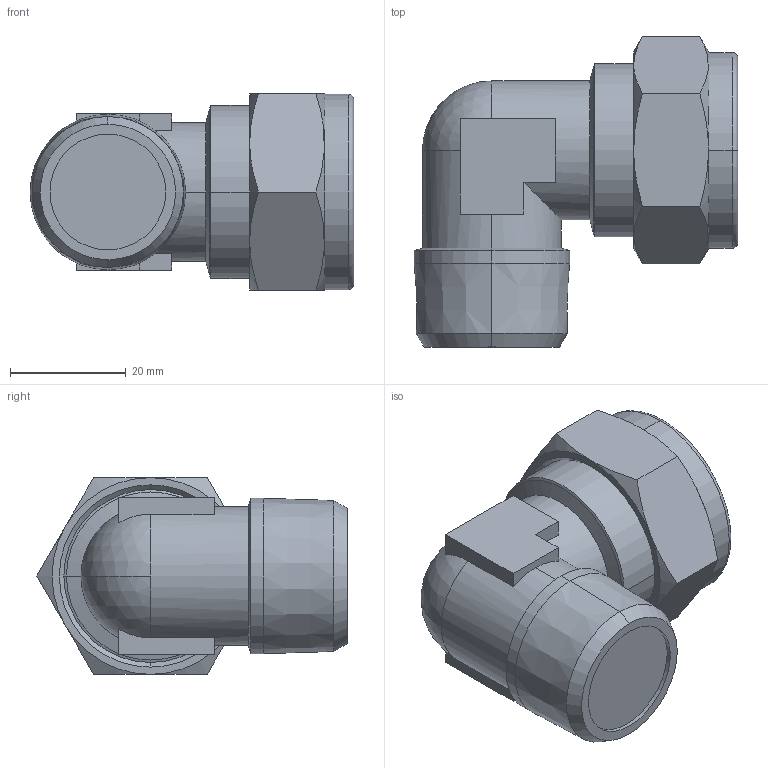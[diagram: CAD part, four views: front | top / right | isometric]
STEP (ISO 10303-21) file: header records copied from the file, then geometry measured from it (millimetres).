
FILE_DESCRIPTION (( 'STEP AP214' ), '1' );
FILE_NAME ('1028000019.step', '2013-02-25T17:14:24', ( '' ), ( '' ), 'SwSTEP 2.0', 'SolidWorks 2012', '' );
FILE_SCHEMA (( 'AUTOMOTIVE_DESIGN' ));
Length unit declared in the file: millimetre
Products named in the file (1): 1028000019
Bounding box: 55.93 x 53.63 x 34 mm (x, y, z)
Volume: 46600.7 mm3; surface area: 9110.3 mm2
Topology: 1 solids, 3 shells, 71 faces, 157 edges, 95 vertices
Faces by surface type: plane 27, cone 24, cylinder 14, torus 4, sphere 2
Entity records: 2104 total; most frequent: CARTESIAN_POINT 508, DIRECTION 340, ORIENTED_EDGE 314, EDGE_CURVE 157, AXIS2_PLACEMENT_3D 137, VERTEX_POINT 95, EDGE_LOOP 74, FACE_OUTER_BOUND 71
